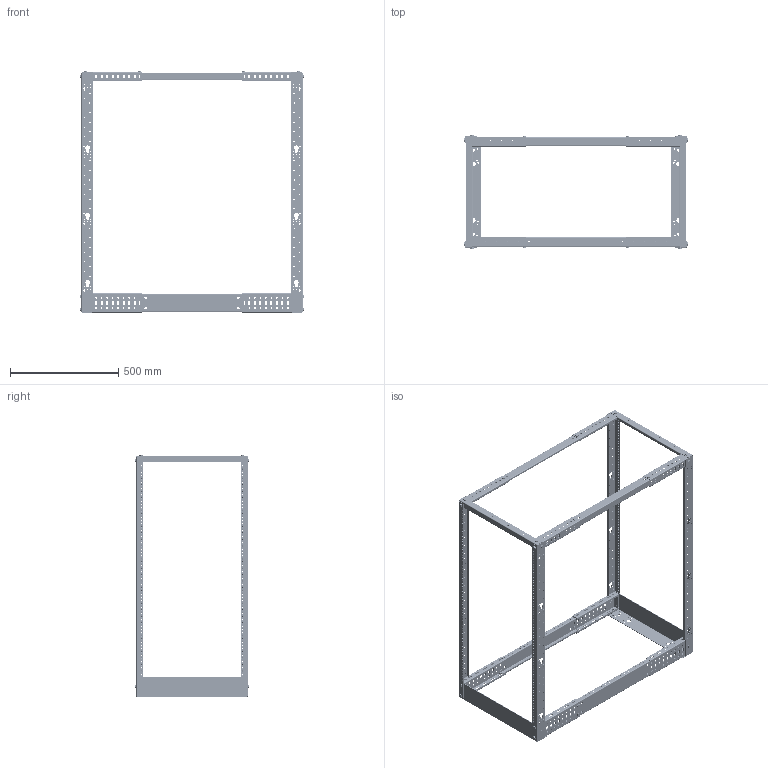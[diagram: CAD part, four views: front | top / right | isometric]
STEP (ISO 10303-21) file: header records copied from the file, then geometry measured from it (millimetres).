
FILE_DESCRIPTION (( 'STEP AP214' ), '1' );
FILE_NAME ('00406903_3D.STEP', '2022-02-28T17:23:33', ( '' ), ( '' ), 'SwSTEP 2.0', 'SolidWorks 2021', '' );
FILE_SCHEMA (( 'AUTOMOTIVE_DESIGN' ));
Length unit declared in the file: inch
Products named in the file (13): M10_12^SHUANG_ASM_00406903; PRT0002^00406903; 00406903_3D; PRT0001^SHUANG_ASM_00406903; SHUANG_ASM^00406903; PRT0008^SHUANG_ASM_00406903; PRT0003YOU^SHUANG_ASM_00406903; PRT0003^SHUANG_ASM_00406903; PRT0007^SHUANG_ASM_00406903; PRT0001YOU^SHUANG_ASM_00406903; M10_12^00406903; PRT0006^00406903; PRT0009^SHUANG_ASM_00406903
Assembly tree (38 placements, depth 3):
  00406903_3D
    SHUANG_ASM^00406903  x2
      PRT0001^SHUANG_ASM_00406903
      PRT0001YOU^SHUANG_ASM_00406903
      PRT0007^SHUANG_ASM_00406903
      PRT0003^SHUANG_ASM_00406903
      PRT0003YOU^SHUANG_ASM_00406903
      PRT0009^SHUANG_ASM_00406903
      PRT0008^SHUANG_ASM_00406903
      M10_12^SHUANG_ASM_00406903
    PRT0006^00406903  x2
    PRT0002^00406903  x2
    M10_12^00406903  x12
Bounding box: 1033.4 x 524.5 x 1122.4 mm (x, y, z)
Volume: 2554400.3 mm3; surface area: 2478379.7 mm2
Topology: 56 solids, 56 shells, 6048 faces, 17732 edges, 12096 vertices
Faces by surface type: cylinder 3364, plane 1412, bspline 1272
Entity records: 117322 total; most frequent: CARTESIAN_POINT 53476, ORIENTED_EDGE 13808, DIRECTION 12902, EDGE_CURVE 6904, AXIS2_PLACEMENT_3D 5360, VERTEX_POINT 4764, CIRCLE 3562, EDGE_LOOP 3332
